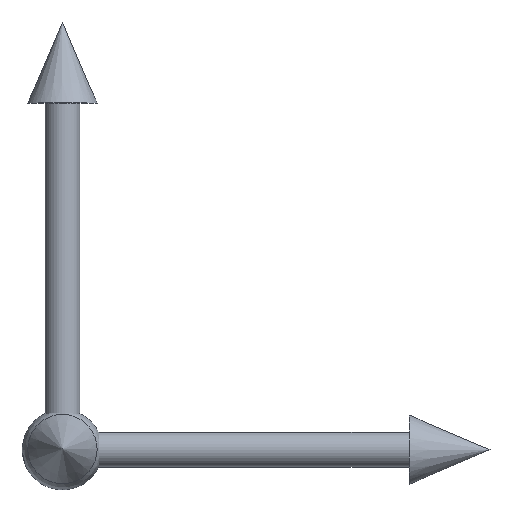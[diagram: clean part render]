
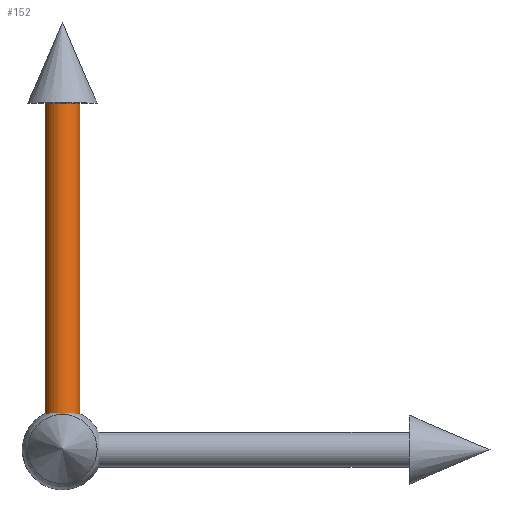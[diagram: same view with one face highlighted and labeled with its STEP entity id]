
A CAD part, top view. The second image highlights one B-rep face of the part: STEP entity #152.
In plain terms, the highlighted cylindrical face has radius 7.5 mm (diameter 15 mm), a full revolution.
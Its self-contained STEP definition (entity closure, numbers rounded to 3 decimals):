
#22=CYLINDRICAL_SURFACE('',#184,7.5);
#26=LINE('',#268,#32);
#32=VECTOR('',#216,7.5);
#45=FACE_OUTER_BOUND('',#59,.T.);
#59=EDGE_LOOP('',(#117,#118,#119,#120));
#73=CIRCLE('',#182,7.5);
#74=CIRCLE('',#185,7.5);
#83=VERTEX_POINT('',#261);
#85=VERTEX_POINT('',#267);
#97=EDGE_CURVE('',#83,#83,#73,.T.);
#99=EDGE_CURVE('',#83,#85,#26,.T.);
#100=EDGE_CURVE('',#85,#85,#74,.T.);
#117=ORIENTED_EDGE('',*,*,#97,.F.);
#118=ORIENTED_EDGE('',*,*,#99,.T.);
#119=ORIENTED_EDGE('',*,*,#100,.T.);
#120=ORIENTED_EDGE('',*,*,#99,.F.);
#152=ADVANCED_FACE('',(#45),#22,.T.);
#182=AXIS2_PLACEMENT_3D('',#262,#209,#210);
#184=AXIS2_PLACEMENT_3D('',#266,#214,#215);
#185=AXIS2_PLACEMENT_3D('',#269,#217,#218);
#209=DIRECTION('center_axis',(0.,1.,0.));
#210=DIRECTION('ref_axis',(1.,0.,0.));
#214=DIRECTION('center_axis',(0.,1.,0.));
#215=DIRECTION('ref_axis',(1.,0.,0.));
#216=DIRECTION('',(0.,-1.,0.));
#217=DIRECTION('center_axis',(0.,1.,0.));
#218=DIRECTION('ref_axis',(1.,0.,0.));
#261=CARTESIAN_POINT('',(-7.5,150.,0.));
#262=CARTESIAN_POINT('Origin',(0.,150.,0.));
#266=CARTESIAN_POINT('Origin',(0.,0.,0.));
#267=CARTESIAN_POINT('',(-7.5,0.,0.));
#268=CARTESIAN_POINT('',(-7.5,0.,0.));
#269=CARTESIAN_POINT('Origin',(0.,0.,0.));
